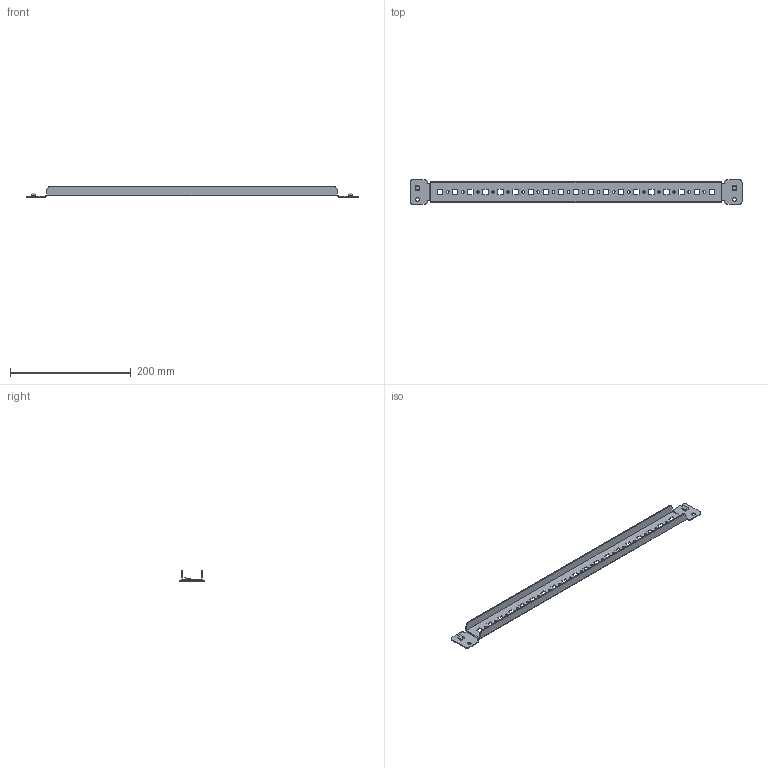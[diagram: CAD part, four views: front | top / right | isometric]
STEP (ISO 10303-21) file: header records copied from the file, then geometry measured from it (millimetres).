
FILE_DESCRIPTION (( 'STEP AP203' ), '1' );
FILE_NAME ('AC00C426.step', '2011-01-20T13:29:57', ( 'User' ), ( 'DKC' ), 'SwSTEP 2.0', 'SolidWorks 2010', '' );
FILE_SCHEMA (( 'CONFIG_CONTROL_DESIGN' ));
Length unit declared in the file: millimetre
Products named in the file (1): AC00C426
Bounding box: 550.02 x 40 x 17 mm (x, y, z)
Volume: 44845.1 mm3; surface area: 63260.3 mm2
Topology: 1 solids, 1 shells, 282 faces, 748 edges, 468 vertices
Faces by surface type: plane 186, cylinder 96
Entity records: 8873 total; most frequent: DIRECTION 1510, CARTESIAN_POINT 1499, ORIENTED_EDGE 1496, EDGE_CURVE 748, LINE 552, VECTOR 552, AXIS2_PLACEMENT_3D 479, VERTEX_POINT 468
